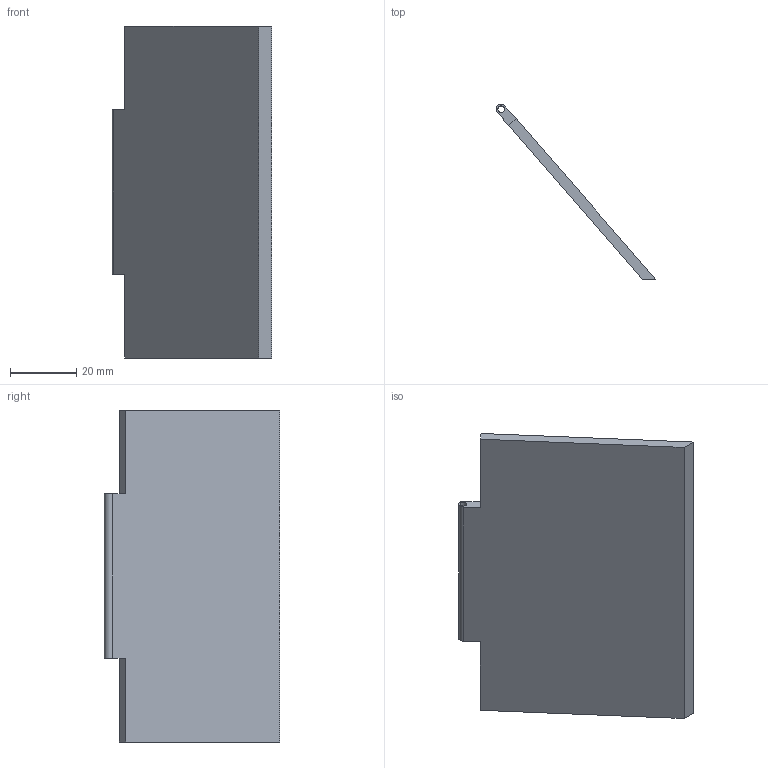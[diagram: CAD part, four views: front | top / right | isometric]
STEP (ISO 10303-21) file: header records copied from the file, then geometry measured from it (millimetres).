
FILE_DESCRIPTION(/* description */ (''),/* implementation_level */ '2;1');
FILE_NAME(/* name */ 'Cover2.stp',/* time_stamp */ '2023-03-14T11:43:30+03:00',/* author */ ('Josh'),/* organization */ (''),/* preprocessor_version */ 'ST-DEVELOPER v19',/* originating_system */ 'Autodesk Inventor 2023',/* authorisation */ '');
FILE_SCHEMA (('AUTOMOTIVE_DESIGN { 1 0 10303 214 3 1 1 }'));
Length unit declared in the file: millimetre
Products named in the file (1): Cover2
Bounding box: 48.07 x 52.79 x 100 mm (x, y, z)
Volume: 19626.7 mm3; surface area: 14573.3 mm2
Topology: 1 solids, 1 shells, 11 faces, 27 edges, 18 vertices
Faces by surface type: plane 9, cylinder 2
Full cylindrical faces by diameter (mm): 2 x1
Entity records: 372 total; most frequent: CARTESIAN_POINT 57, DIRECTION 55, ORIENTED_EDGE 54, EDGE_CURVE 27, LINE 23, VECTOR 23, VERTEX_POINT 18, AXIS2_PLACEMENT_3D 16
